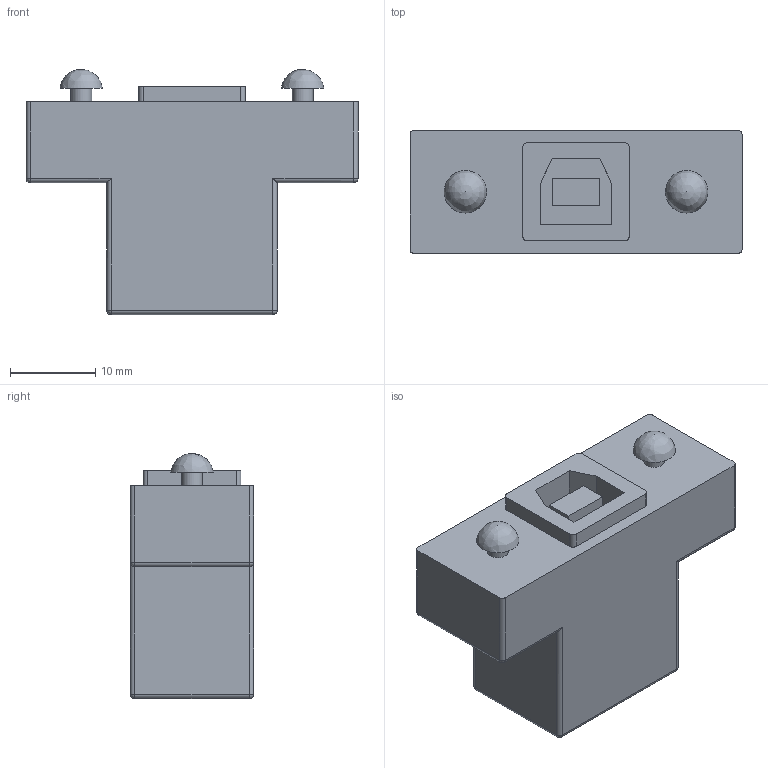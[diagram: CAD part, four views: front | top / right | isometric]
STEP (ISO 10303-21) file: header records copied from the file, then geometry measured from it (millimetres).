
FILE_DESCRIPTION(/* description */ (''),/* implementation_level */ '2;1');
FILE_NAME(/* name */ 'USB.step',/* time_stamp */ '2023-10-24T01:44:29+09:00',/* author */ (''),/* organization */ (''),/* preprocessor_version */ 'ST-DEVELOPER v20',/* originating_system */ 'Autodesk Translation Framework v12.14.0.127',/* authorisation */ '');
FILE_SCHEMA (('AUTOMOTIVE_DESIGN { 1 0 10303 214 3 1 1 }','TECHNICAL_DATA_PACKAGING'));
Length unit declared in the file: millimetre
Products named in the file (1): USB_StarTech
Bounding box: 39 x 14.5 x 28.8 mm (x, y, z)
Volume: 9903 mm3; surface area: 4561.2 mm2
Topology: 5 solids, 5 shells, 78 faces, 164 edges, 100 vertices
Faces by surface type: plane 40, cylinder 28, sphere 8, bspline 2
Full cylindrical faces by diameter (mm): 2.433 x2
Entity records: 2156 total; most frequent: CARTESIAN_POINT 395, DIRECTION 376, ORIENTED_EDGE 328, EDGE_CURVE 164, AXIS2_PLACEMENT_3D 135, LINE 106, VECTOR 106, VERTEX_POINT 100
